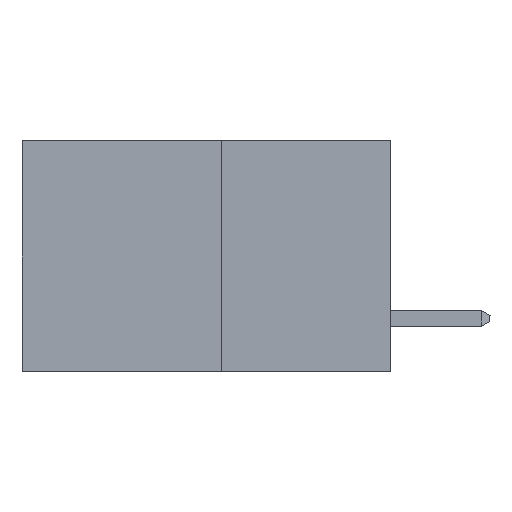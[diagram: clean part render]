
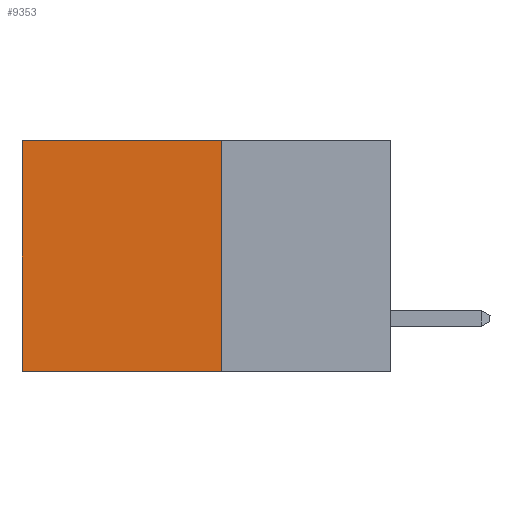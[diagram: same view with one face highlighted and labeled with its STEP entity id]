
A CAD part, left-side view. The second image highlights one B-rep face of the part: STEP entity #9353.
In plain terms, the highlighted planar face has unit normal (-1, 0, 0).
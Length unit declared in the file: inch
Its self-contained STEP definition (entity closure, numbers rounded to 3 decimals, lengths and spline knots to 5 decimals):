
#118 = VERTEX_POINT ( 'NONE', #8259 ) ;
#782 = VERTEX_POINT ( 'NONE', #6463 ) ;
#1219 = ORIENTED_EDGE ( 'NONE', *, *, #10059, .F. ) ;
#1565 = VECTOR ( 'NONE', #3928, 39.37008 ) ;
#1894 = DIRECTION ( 'NONE',  ( 0., 0., -1. ) ) ;
#2492 = EDGE_LOOP ( 'NONE', ( #13534, #9832, #1219, #12527 ) ) ;
#2524 = CARTESIAN_POINT ( 'NONE',  ( 0.277, 0.59, -0.37 ) ) ;
#2681 = CARTESIAN_POINT ( 'NONE',  ( 0.277, 0.59, 0. ) ) ;
#3145 = CARTESIAN_POINT ( 'NONE',  ( 0.277, 0.27, -0.37 ) ) ;
#3928 = DIRECTION ( 'NONE',  ( 0., 1., 0. ) ) ;
#4104 = CARTESIAN_POINT ( 'NONE',  ( 0.277, 0.27, -0.37 ) ) ;
#4220 = CARTESIAN_POINT ( 'NONE',  ( 0.277, 0.59, -0.37 ) ) ;
#4583 = LINE ( 'NONE', #8454, #9284 ) ;
#4687 = LINE ( 'NONE', #3145, #10419 ) ;
#5388 = DIRECTION ( 'NONE',  ( 0., 0., -1. ) ) ;
#6027 = VECTOR ( 'NONE', #1894, 39.37008 ) ;
#6463 = CARTESIAN_POINT ( 'NONE',  ( 0.277, 0.27, 0. ) ) ;
#7158 = EDGE_CURVE ( 'NONE', #782, #14978, #4583, .T. ) ;
#7313 = DIRECTION ( 'NONE',  ( 0., 1., 0. ) ) ;
#8259 = CARTESIAN_POINT ( 'NONE',  ( 0.277, 0.27, -0.37 ) ) ;
#8454 = CARTESIAN_POINT ( 'NONE',  ( 0.277, 0.27, 0. ) ) ;
#9284 = VECTOR ( 'NONE', #7313, 39.37008 ) ;
#9353 = ADVANCED_FACE ( 'NONE', ( #12876 ), #11060, .F. ) ;
#9832 = ORIENTED_EDGE ( 'NONE', *, *, #15042, .F. ) ;
#10045 = DIRECTION ( 'NONE',  ( 0., 0., -1. ) ) ;
#10059 = EDGE_CURVE ( 'NONE', #782, #118, #4687, .T. ) ;
#10419 = VECTOR ( 'NONE', #10045, 39.37008 ) ;
#10737 = LINE ( 'NONE', #11894, #1565 ) ;
#11060 = PLANE ( 'NONE',  #15036 ) ;
#11894 = CARTESIAN_POINT ( 'NONE',  ( 0.277, 0.27, -0.37 ) ) ;
#12014 = LINE ( 'NONE', #4220, #6027 ) ;
#12178 = DIRECTION ( 'NONE',  ( 1., 0., 0. ) ) ;
#12527 = ORIENTED_EDGE ( 'NONE', *, *, #7158, .T. ) ;
#12876 = FACE_OUTER_BOUND ( 'NONE', #2492, .T. ) ;
#12965 = VERTEX_POINT ( 'NONE', #2524 ) ;
#13341 = EDGE_CURVE ( 'NONE', #14978, #12965, #12014, .T. ) ;
#13534 = ORIENTED_EDGE ( 'NONE', *, *, #13341, .T. ) ;
#14978 = VERTEX_POINT ( 'NONE', #2681 ) ;
#15036 = AXIS2_PLACEMENT_3D ( 'NONE', #4104, #12178, #5388 ) ;
#15042 = EDGE_CURVE ( 'NONE', #118, #12965, #10737, .T. ) ;
